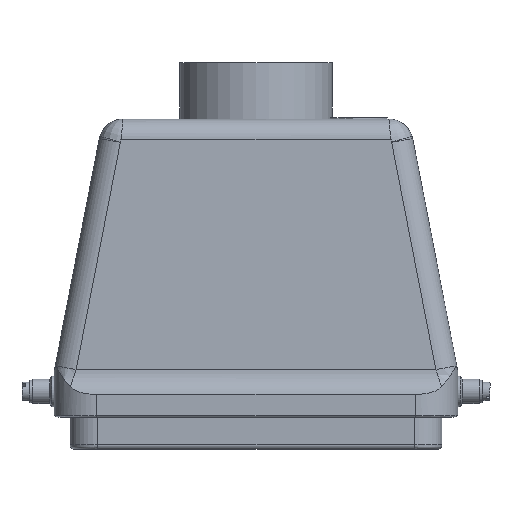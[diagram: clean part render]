
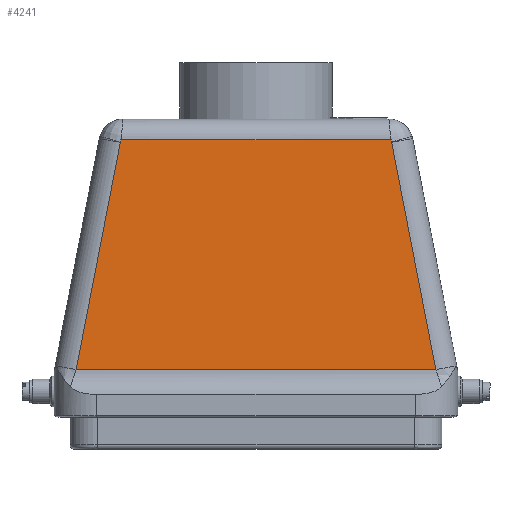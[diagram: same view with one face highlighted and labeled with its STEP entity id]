
A CAD part, front view. The second image highlights one B-rep face of the part: STEP entity #4241.
In plain terms, the highlighted planar face has unit normal (0, -1, 0.026).
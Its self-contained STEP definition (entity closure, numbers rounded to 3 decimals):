
#2400=B_SPLINE_CURVE_WITH_KNOTS('',3,(#14385,#14386,#14387,#14388),
 .UNSPECIFIED.,.F.,.F.,(4,4),(0.,1.),.UNSPECIFIED.);
#2401=B_SPLINE_CURVE_WITH_KNOTS('',3,(#14397,#14398,#14399,#14400),
 .UNSPECIFIED.,.F.,.F.,(4,4),(0.,1.),.UNSPECIFIED.);
#2402=B_SPLINE_CURVE_WITH_KNOTS('',3,(#14402,#14403,#14404,#14405),
 .UNSPECIFIED.,.F.,.F.,(4,4),(0.,1.),.UNSPECIFIED.);
#2403=B_SPLINE_CURVE_WITH_KNOTS('',3,(#14409,#14410,#14411,#14412),
 .UNSPECIFIED.,.F.,.F.,(4,4),(0.,1.),.UNSPECIFIED.);
#2677=FACE_OUTER_BOUND('',#4872,.T.);
#2881=PLANE('',#8873);
#3407=LINE('',#14391,#3941);
#3408=LINE('',#14393,#3942);
#3409=LINE('',#14395,#3943);
#3410=LINE('',#14407,#3944);
#3941=VECTOR('',#10097,1.);
#3942=VECTOR('',#10098,1.);
#3943=VECTOR('',#10099,1.);
#3944=VECTOR('',#10100,1.);
#4241=ADVANCED_FACE('',(#2677),#2881,.F.);
#4872=EDGE_LOOP('',(#6327,#6328,#6329,#6330,#6331,#6332,#6333,#6334));
#6327=ORIENTED_EDGE('',*,*,#7940,.F.);
#6328=ORIENTED_EDGE('',*,*,#7941,.F.);
#6329=ORIENTED_EDGE('',*,*,#7942,.F.);
#6330=ORIENTED_EDGE('',*,*,#7943,.F.);
#6331=ORIENTED_EDGE('',*,*,#7944,.F.);
#6332=ORIENTED_EDGE('',*,*,#7945,.F.);
#6333=ORIENTED_EDGE('',*,*,#7946,.F.);
#6334=ORIENTED_EDGE('',*,*,#7947,.F.);
#7144=VERTEX_POINT('',#14389);
#7145=VERTEX_POINT('',#14390);
#7146=VERTEX_POINT('',#14392);
#7147=VERTEX_POINT('',#14394);
#7148=VERTEX_POINT('',#14396);
#7149=VERTEX_POINT('',#14401);
#7150=VERTEX_POINT('',#14406);
#7151=VERTEX_POINT('',#14408);
#7940=EDGE_CURVE('',#7144,#7145,#2400,.T.);
#7941=EDGE_CURVE('',#7146,#7144,#3407,.T.);
#7942=EDGE_CURVE('',#7147,#7146,#3408,.T.);
#7943=EDGE_CURVE('',#7148,#7147,#3409,.T.);
#7944=EDGE_CURVE('',#7149,#7148,#2401,.T.);
#7945=EDGE_CURVE('',#7150,#7149,#2402,.T.);
#7946=EDGE_CURVE('',#7151,#7150,#3410,.T.);
#7947=EDGE_CURVE('',#7145,#7151,#2403,.T.);
#8873=AXIS2_PLACEMENT_3D('',#14413,#10101,#10102);
#10097=DIRECTION('',(0.191,0.026,0.981));
#10098=DIRECTION('',(-1.,0.,0.));
#10099=DIRECTION('',(0.191,-0.026,-0.981));
#10100=DIRECTION('',(1.,0.,0.));
#10101=DIRECTION('',(0.,1.,-0.026));
#10102=DIRECTION('',(0.,0.026,1.));
#14385=CARTESIAN_POINT('',(-44.351,-38.056,80.874));
#14386=CARTESIAN_POINT('',(-44.344,-38.055,80.906));
#14387=CARTESIAN_POINT('',(-44.337,-38.054,80.937));
#14388=CARTESIAN_POINT('',(-44.328,-38.053,80.968));
#14389=CARTESIAN_POINT('',(-44.351,-38.056,80.874));
#14390=CARTESIAN_POINT('',(-44.328,-38.053,80.968));
#14391=CARTESIAN_POINT('',(-58.784,-40.,6.62));
#14392=CARTESIAN_POINT('',(-58.784,-40.,6.62));
#14393=CARTESIAN_POINT('',(58.784,-40.,6.62));
#14394=CARTESIAN_POINT('',(58.784,-40.,6.62));
#14395=CARTESIAN_POINT('',(44.351,-38.056,80.874));
#14396=CARTESIAN_POINT('',(44.351,-38.056,80.874));
#14397=CARTESIAN_POINT('',(44.328,-38.053,80.968));
#14398=CARTESIAN_POINT('',(44.337,-38.054,80.937));
#14399=CARTESIAN_POINT('',(44.344,-38.055,80.906));
#14400=CARTESIAN_POINT('',(44.351,-38.056,80.874));
#14401=CARTESIAN_POINT('',(44.328,-38.053,80.968));
#14402=CARTESIAN_POINT('',(44.168,-38.034,81.683));
#14403=CARTESIAN_POINT('',(44.21,-38.041,81.442));
#14404=CARTESIAN_POINT('',(44.258,-38.047,81.202));
#14405=CARTESIAN_POINT('',(44.328,-38.053,80.968));
#14406=CARTESIAN_POINT('',(44.168,-38.034,81.683));
#14407=CARTESIAN_POINT('',(-44.168,-38.034,81.683));
#14408=CARTESIAN_POINT('',(-44.168,-38.034,81.683));
#14409=CARTESIAN_POINT('',(-44.328,-38.053,80.968));
#14410=CARTESIAN_POINT('',(-44.258,-38.047,81.202));
#14411=CARTESIAN_POINT('',(-44.21,-38.041,81.442));
#14412=CARTESIAN_POINT('',(-44.168,-38.034,81.683));
#14413=CARTESIAN_POINT('',(-70.,-40.197,-0.887));
